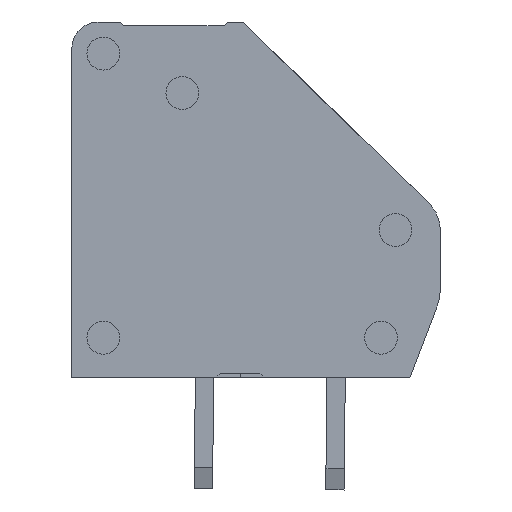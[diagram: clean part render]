
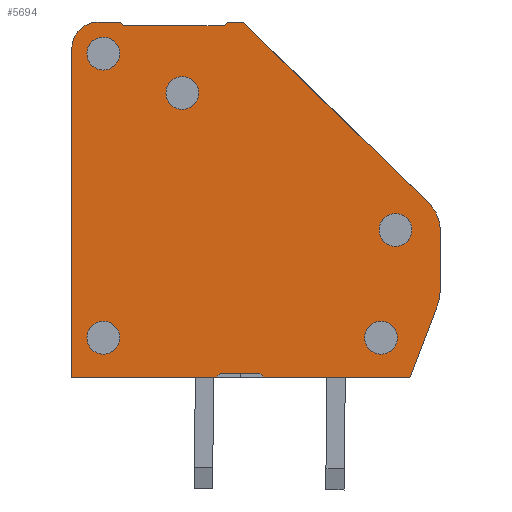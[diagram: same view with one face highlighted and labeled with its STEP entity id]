
A CAD part, front view. The second image highlights one B-rep face of the part: STEP entity #5694.
In plain terms, the highlighted planar face has unit normal (0, -1, 0).
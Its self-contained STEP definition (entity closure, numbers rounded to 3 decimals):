
#279=CIRCLE('',#6198,1.915);
#280=CIRCLE('',#6199,1.397);
#281=CIRCLE('',#6200,1.);
#282=CIRCLE('',#6201,0.625);
#283=CIRCLE('',#6202,0.625);
#284=CIRCLE('',#6203,0.625);
#285=CIRCLE('',#6204,0.625);
#286=CIRCLE('',#6205,0.625);
#1659=ORIENTED_EDGE('',*,*,#2583,.T.);
#1660=ORIENTED_EDGE('',*,*,#2584,.T.);
#1661=ORIENTED_EDGE('',*,*,#2585,.T.);
#1662=ORIENTED_EDGE('',*,*,#2586,.T.);
#1663=ORIENTED_EDGE('',*,*,#2536,.T.);
#1664=ORIENTED_EDGE('',*,*,#2587,.T.);
#1665=ORIENTED_EDGE('',*,*,#2588,.T.);
#1666=ORIENTED_EDGE('',*,*,#2589,.T.);
#1667=ORIENTED_EDGE('',*,*,#2590,.T.);
#1668=ORIENTED_EDGE('',*,*,#2591,.T.);
#1669=ORIENTED_EDGE('',*,*,#2592,.T.);
#1670=ORIENTED_EDGE('',*,*,#2593,.T.);
#1671=ORIENTED_EDGE('',*,*,#2594,.F.);
#1672=ORIENTED_EDGE('',*,*,#2595,.T.);
#1673=ORIENTED_EDGE('',*,*,#2532,.T.);
#1674=ORIENTED_EDGE('',*,*,#2596,.T.);
#1675=ORIENTED_EDGE('',*,*,#2597,.T.);
#1676=ORIENTED_EDGE('',*,*,#2598,.F.);
#1677=ORIENTED_EDGE('',*,*,#2599,.F.);
#1678=ORIENTED_EDGE('',*,*,#2600,.F.);
#1679=ORIENTED_EDGE('',*,*,#2601,.F.);
#1680=ORIENTED_EDGE('',*,*,#2602,.F.);
#2532=EDGE_CURVE('',#3102,#3103,#3723,.T.);
#2536=EDGE_CURVE('',#3106,#3107,#3727,.T.);
#2583=EDGE_CURVE('',#3151,#3152,#3764,.T.);
#2584=EDGE_CURVE('',#3152,#3153,#3765,.T.);
#2585=EDGE_CURVE('',#3153,#3154,#3766,.T.);
#2586=EDGE_CURVE('',#3154,#3106,#3767,.T.);
#2587=EDGE_CURVE('',#3107,#3155,#3768,.T.);
#2588=EDGE_CURVE('',#3155,#3156,#279,.T.);
#2589=EDGE_CURVE('',#3156,#3157,#3769,.T.);
#2590=EDGE_CURVE('',#3157,#3158,#280,.T.);
#2591=EDGE_CURVE('',#3158,#3159,#3770,.T.);
#2592=EDGE_CURVE('',#3159,#3160,#3771,.T.);
#2593=EDGE_CURVE('',#3160,#3161,#3772,.F.);
#2594=EDGE_CURVE('',#3162,#3161,#3773,.T.);
#2595=EDGE_CURVE('',#3162,#3102,#3774,.F.);
#2596=EDGE_CURVE('',#3103,#3163,#281,.T.);
#2597=EDGE_CURVE('',#3163,#3151,#3775,.T.);
#2598=EDGE_CURVE('',#3164,#3164,#282,.T.);
#2599=EDGE_CURVE('',#3165,#3165,#283,.T.);
#2600=EDGE_CURVE('',#3166,#3166,#284,.T.);
#2601=EDGE_CURVE('',#3167,#3167,#285,.T.);
#2602=EDGE_CURVE('',#3168,#3168,#286,.T.);
#3102=VERTEX_POINT('',#9211);
#3103=VERTEX_POINT('',#9212);
#3106=VERTEX_POINT('',#9220);
#3107=VERTEX_POINT('',#9221);
#3151=VERTEX_POINT('',#9314);
#3152=VERTEX_POINT('',#9315);
#3153=VERTEX_POINT('',#9317);
#3154=VERTEX_POINT('',#9319);
#3155=VERTEX_POINT('',#9322);
#3156=VERTEX_POINT('',#9324);
#3157=VERTEX_POINT('',#9326);
#3158=VERTEX_POINT('',#9328);
#3159=VERTEX_POINT('',#9330);
#3160=VERTEX_POINT('',#9332);
#3161=VERTEX_POINT('',#9334);
#3162=VERTEX_POINT('',#9336);
#3163=VERTEX_POINT('',#9339);
#3164=VERTEX_POINT('',#9342);
#3165=VERTEX_POINT('',#9344);
#3166=VERTEX_POINT('',#9346);
#3167=VERTEX_POINT('',#9348);
#3168=VERTEX_POINT('',#9350);
#3723=LINE('',#9210,#4359);
#3727=LINE('',#9219,#4363);
#3764=LINE('',#9313,#4400);
#3765=LINE('',#9316,#4401);
#3766=LINE('',#9318,#4402);
#3767=LINE('',#9320,#4403);
#3768=LINE('',#9321,#4404);
#3769=LINE('',#9325,#4405);
#3770=LINE('',#9329,#4406);
#3771=LINE('',#9331,#4407);
#3772=LINE('',#9333,#4408);
#3773=LINE('',#9335,#4409);
#3774=LINE('',#9337,#4410);
#3775=LINE('',#9340,#4411);
#4359=VECTOR('',#7571,1000.);
#4363=VECTOR('',#7577,1000.);
#4400=VECTOR('',#7638,1000.);
#4401=VECTOR('',#7639,1000.);
#4402=VECTOR('',#7640,1000.);
#4403=VECTOR('',#7641,1000.);
#4404=VECTOR('',#7642,1000.);
#4405=VECTOR('',#7645,1000.);
#4406=VECTOR('',#7648,1000.);
#4407=VECTOR('',#7649,1000.);
#4408=VECTOR('',#7650,1000.);
#4409=VECTOR('',#7651,1000.);
#4410=VECTOR('',#7652,1000.);
#4411=VECTOR('',#7655,1000.);
#4769=EDGE_LOOP('',(#1659,#1660,#1661,#1662,#1663,#1664,#1665,#1666,#1667,
#1668,#1669,#1670,#1671,#1672,#1673,#1674,#1675));
#4770=EDGE_LOOP('',(#1676));
#4771=EDGE_LOOP('',(#1677));
#4772=EDGE_LOOP('',(#1678));
#4773=EDGE_LOOP('',(#1679));
#4774=EDGE_LOOP('',(#1680));
#5136=FACE_BOUND('',#4769,.T.);
#5137=FACE_BOUND('',#4770,.T.);
#5138=FACE_BOUND('',#4771,.T.);
#5139=FACE_BOUND('',#4772,.T.);
#5140=FACE_BOUND('',#4773,.T.);
#5141=FACE_BOUND('',#4774,.T.);
#5399=PLANE('',#6197);
#5694=ADVANCED_FACE('',(#5136,#5137,#5138,#5139,#5140,#5141),#5399,.T.);
#6197=AXIS2_PLACEMENT_3D('',#9312,#7636,#7637);
#6198=AXIS2_PLACEMENT_3D('',#9323,#7643,#7644);
#6199=AXIS2_PLACEMENT_3D('',#9327,#7646,#7647);
#6200=AXIS2_PLACEMENT_3D('',#9338,#7653,#7654);
#6201=AXIS2_PLACEMENT_3D('',#9341,#7656,#7657);
#6202=AXIS2_PLACEMENT_3D('',#9343,#7658,#7659);
#6203=AXIS2_PLACEMENT_3D('',#9345,#7660,#7661);
#6204=AXIS2_PLACEMENT_3D('',#9347,#7662,#7663);
#6205=AXIS2_PLACEMENT_3D('',#9349,#7664,#7665);
#7571=DIRECTION('',(-1.,0.,0.));
#7577=DIRECTION('',(1.,0.,0.));
#7636=DIRECTION('',(0.,-1.,0.));
#7637=DIRECTION('',(0.,0.,-1.));
#7638=DIRECTION('',(1.,0.,0.));
#7639=DIRECTION('',(0.707,0.,0.707));
#7640=DIRECTION('',(1.,0.,0.));
#7641=DIRECTION('',(0.707,0.,-0.707));
#7642=DIRECTION('',(0.358,0.,0.934));
#7643=DIRECTION('',(0.,-1.,0.));
#7644=DIRECTION('',(-1.,0.,0.));
#7645=DIRECTION('',(0.,0.,1.));
#7646=DIRECTION('',(0.,-1.,0.));
#7647=DIRECTION('',(-1.,0.,0.));
#7648=DIRECTION('',(-0.716,0.,0.698));
#7649=DIRECTION('',(-1.,0.,0.));
#7650=DIRECTION('',(0.8,0.,0.6));
#7651=DIRECTION('',(1.,0.,0.));
#7652=DIRECTION('',(0.8,0.,-0.6));
#7653=DIRECTION('',(0.,-1.,0.));
#7654=DIRECTION('',(1.,0.,0.));
#7655=DIRECTION('',(0.,0.,-1.));
#7656=DIRECTION('',(0.,-1.,0.));
#7657=DIRECTION('',(0.,0.,-1.));
#7658=DIRECTION('',(0.,-1.,0.));
#7659=DIRECTION('',(0.,0.,-1.));
#7660=DIRECTION('',(0.,-1.,0.));
#7661=DIRECTION('',(0.,0.,-1.));
#7662=DIRECTION('',(0.,-1.,0.));
#7663=DIRECTION('',(0.,0.,-1.));
#7664=DIRECTION('',(0.,-1.,0.));
#7665=DIRECTION('',(0.,0.,-1.));
#9210=CARTESIAN_POINT('',(1.,0.,13.5));
#9211=CARTESIAN_POINT('',(1.8,0.,13.5));
#9212=CARTESIAN_POINT('',(1.,0.,13.5));
#9219=CARTESIAN_POINT('',(0.,0.,0.));
#9220=CARTESIAN_POINT('',(7.3,0.,0.));
#9221=CARTESIAN_POINT('',(12.852,0.,0.));
#9312=CARTESIAN_POINT('',(12.085,0.,3.35));
#9313=CARTESIAN_POINT('',(0.,0.,0.));
#9314=CARTESIAN_POINT('',(0.,0.,0.));
#9315=CARTESIAN_POINT('',(5.5,0.,0.));
#9316=CARTESIAN_POINT('',(10.468,0.,4.968));
#9317=CARTESIAN_POINT('',(5.65,0.,0.15));
#9318=CARTESIAN_POINT('',(5.65,0.,0.15));
#9319=CARTESIAN_POINT('',(7.15,0.,0.15));
#9320=CARTESIAN_POINT('',(8.018,0.,-0.718));
#9321=CARTESIAN_POINT('',(13.873,0.,2.665));
#9322=CARTESIAN_POINT('',(13.873,0.,2.665));
#9323=CARTESIAN_POINT('',(12.085,0.,3.35));
#9324=CARTESIAN_POINT('',(14.,0.,3.35));
#9325=CARTESIAN_POINT('',(14.,0.,3.35));
#9326=CARTESIAN_POINT('',(14.,0.,5.6));
#9327=CARTESIAN_POINT('',(12.603,0.,5.6));
#9328=CARTESIAN_POINT('',(13.578,0.,6.6));
#9329=CARTESIAN_POINT('',(6.5,0.,13.5));
#9330=CARTESIAN_POINT('',(6.5,0.,13.5));
#9331=CARTESIAN_POINT('',(1.,0.,13.5));
#9332=CARTESIAN_POINT('',(5.95,0.,13.5));
#9333=CARTESIAN_POINT('',(5.004,0.,12.791));
#9334=CARTESIAN_POINT('',(5.75,0.,13.35));
#9335=CARTESIAN_POINT('',(5.75,0.,13.35));
#9336=CARTESIAN_POINT('',(2.,0.,13.35));
#9337=CARTESIAN_POINT('',(13.254,0.,4.909));
#9338=CARTESIAN_POINT('',(1.,0.,12.5));
#9339=CARTESIAN_POINT('',(0.,0.,12.5));
#9340=CARTESIAN_POINT('',(0.,0.,0.));
#9341=CARTESIAN_POINT('',(12.3,0.,5.6));
#9342=CARTESIAN_POINT('',(12.3,0.,4.975));
#9343=CARTESIAN_POINT('',(4.2,0.,10.8));
#9344=CARTESIAN_POINT('',(4.2,0.,10.175));
#9345=CARTESIAN_POINT('',(11.75,0.,1.5));
#9346=CARTESIAN_POINT('',(11.75,0.,0.875));
#9347=CARTESIAN_POINT('',(1.2,0.,1.5));
#9348=CARTESIAN_POINT('',(1.2,0.,0.875));
#9349=CARTESIAN_POINT('',(1.2,0.,12.3));
#9350=CARTESIAN_POINT('',(1.2,0.,11.675));
